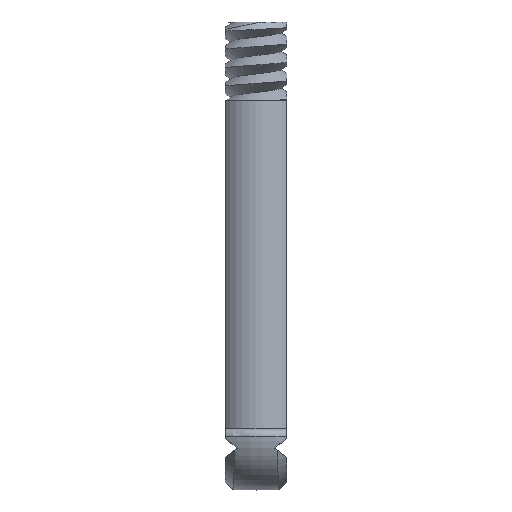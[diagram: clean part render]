
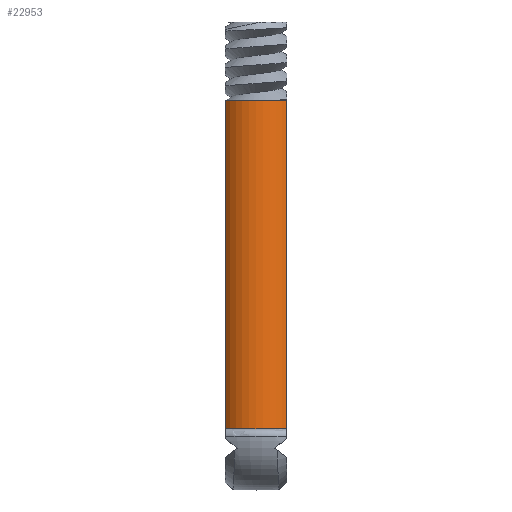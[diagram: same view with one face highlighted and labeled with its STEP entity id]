
A CAD part, left-side view. The second image highlights one B-rep face of the part: STEP entity #22953.
In plain terms, the highlighted cylindrical face has radius 3.35 mm (diameter 6.7 mm), a partial arc.
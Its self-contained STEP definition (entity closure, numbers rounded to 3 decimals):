
#5362 = PLANE('',#5363);
#5363 = AXIS2_PLACEMENT_3D('',#5364,#5365,#5366);
#5364 = CARTESIAN_POINT('',(-12.5,-2.5,200.));
#5365 = DIRECTION('',(0.,1.,0.));
#5366 = DIRECTION('',(-1.,0.,0.));
#6151 = PLANE('',#6152);
#6152 = AXIS2_PLACEMENT_3D('',#6153,#6154,#6155);
#6153 = CARTESIAN_POINT('',(-12.5,2.5,200.));
#6154 = DIRECTION('',(0.,-1.,0.));
#6155 = DIRECTION('',(1.,0.,0.));
#7931 = VERTEX_POINT('',#7932);
#7932 = CARTESIAN_POINT('',(-2.23,-2.5,26.725));
#7946 = PLANE('',#7947);
#7947 = AXIS2_PLACEMENT_3D('',#7948,#7949,#7950);
#7948 = CARTESIAN_POINT('',(0.,0.,
    26.725));
#7949 = DIRECTION('',(0.,0.,-1.));
#7950 = DIRECTION('',(1.,0.,0.));
#7958 = EDGE_CURVE('',#7931,#7959,#7961,.T.);
#7959 = VERTEX_POINT('',#7960);
#7960 = CARTESIAN_POINT('',(-2.23,-2.5,0.));
#7961 = SURFACE_CURVE('',#7962,(#7966,#7973),.PCURVE_S1.);
#7962 = LINE('',#7963,#7964);
#7963 = CARTESIAN_POINT('',(-2.23,-2.5,26.725));
#7964 = VECTOR('',#7965,1.);
#7965 = DIRECTION('',(0.,0.,-1.));
#7966 = PCURVE('',#5362,#7967);
#7967 = DEFINITIONAL_REPRESENTATION('',(#7968),#7972);
#7968 = LINE('',#7969,#7970);
#7969 = CARTESIAN_POINT('',(-10.27,-173.275));
#7970 = VECTOR('',#7971,1.);
#7971 = DIRECTION('',(0.,-1.));
#7972 = ( GEOMETRIC_REPRESENTATION_CONTEXT(2) 
PARAMETRIC_REPRESENTATION_CONTEXT() REPRESENTATION_CONTEXT('2D SPACE',''
  ) );
#7973 = PCURVE('',#7974,#7979);
#7974 = CYLINDRICAL_SURFACE('',#7975,3.35);
#7975 = AXIS2_PLACEMENT_3D('',#7976,#7977,#7978);
#7976 = CARTESIAN_POINT('',(0.,0.,
    26.725));
#7977 = DIRECTION('',(0.,0.,-1.));
#7978 = DIRECTION('',(1.,0.,0.));
#7979 = DEFINITIONAL_REPRESENTATION('',(#7980),#7984);
#7980 = LINE('',#7981,#7982);
#7981 = CARTESIAN_POINT('',(2.299,0.));
#7982 = VECTOR('',#7983,1.);
#7983 = DIRECTION('',(0.,1.));
#7984 = ( GEOMETRIC_REPRESENTATION_CONTEXT(2) 
PARAMETRIC_REPRESENTATION_CONTEXT() REPRESENTATION_CONTEXT('2D SPACE',''
  ) );
#8002 = PLANE('',#8003);
#8003 = AXIS2_PLACEMENT_3D('',#8004,#8005,#8006);
#8004 = CARTESIAN_POINT('',(0.,0.,
    0.));
#8005 = DIRECTION('',(0.,0.,-1.));
#8006 = DIRECTION('',(1.,0.,0.));
#21884 = VERTEX_POINT('',#21885);
#21885 = CARTESIAN_POINT('',(-2.23,2.5,26.725));
#21906 = EDGE_CURVE('',#21884,#21907,#21909,.T.);
#21907 = VERTEX_POINT('',#21908);
#21908 = CARTESIAN_POINT('',(-2.23,2.5,0.));
#21909 = SURFACE_CURVE('',#21910,(#21914,#21921),.PCURVE_S1.);
#21910 = LINE('',#21911,#21912);
#21911 = CARTESIAN_POINT('',(-2.23,2.5,26.725));
#21912 = VECTOR('',#21913,1.);
#21913 = DIRECTION('',(0.,0.,-1.));
#21914 = PCURVE('',#6151,#21915);
#21915 = DEFINITIONAL_REPRESENTATION('',(#21916),#21920);
#21916 = LINE('',#21917,#21918);
#21917 = CARTESIAN_POINT('',(10.27,-173.275));
#21918 = VECTOR('',#21919,1.);
#21919 = DIRECTION('',(0.,-1.));
#21920 = ( GEOMETRIC_REPRESENTATION_CONTEXT(2) 
PARAMETRIC_REPRESENTATION_CONTEXT() REPRESENTATION_CONTEXT('2D SPACE',''
  ) );
#21921 = PCURVE('',#7974,#21922);
#21922 = DEFINITIONAL_REPRESENTATION('',(#21923),#21927);
#21923 = LINE('',#21924,#21925);
#21924 = CARTESIAN_POINT('',(3.984,0.));
#21925 = VECTOR('',#21926,1.);
#21926 = DIRECTION('',(0.,1.));
#21927 = ( GEOMETRIC_REPRESENTATION_CONTEXT(2) 
PARAMETRIC_REPRESENTATION_CONTEXT() REPRESENTATION_CONTEXT('2D SPACE',''
  ) );
#22878 = EDGE_CURVE('',#7931,#21884,#22879,.T.);
#22879 = SURFACE_CURVE('',#22880,(#22885,#22892),.PCURVE_S1.);
#22880 = CIRCLE('',#22881,3.35);
#22881 = AXIS2_PLACEMENT_3D('',#22882,#22883,#22884);
#22882 = CARTESIAN_POINT('',(0.,0.,
    26.725));
#22883 = DIRECTION('',(0.,0.,-1.));
#22884 = DIRECTION('',(1.,0.,0.));
#22885 = PCURVE('',#7946,#22886);
#22886 = DEFINITIONAL_REPRESENTATION('',(#22887),#22891);
#22887 = CIRCLE('',#22888,3.35);
#22888 = AXIS2_PLACEMENT_2D('',#22889,#22890);
#22889 = CARTESIAN_POINT('',(0.,0.));
#22890 = DIRECTION('',(1.,0.));
#22891 = ( GEOMETRIC_REPRESENTATION_CONTEXT(2) 
PARAMETRIC_REPRESENTATION_CONTEXT() REPRESENTATION_CONTEXT('2D SPACE',''
  ) );
#22892 = PCURVE('',#7974,#22893);
#22893 = DEFINITIONAL_REPRESENTATION('',(#22894),#22898);
#22894 = LINE('',#22895,#22896);
#22895 = CARTESIAN_POINT('',(0.,0.));
#22896 = VECTOR('',#22897,1.);
#22897 = DIRECTION('',(1.,0.));
#22898 = ( GEOMETRIC_REPRESENTATION_CONTEXT(2) 
PARAMETRIC_REPRESENTATION_CONTEXT() REPRESENTATION_CONTEXT('2D SPACE',''
  ) );
#22953 = ADVANCED_FACE('',(#22954),#7974,.T.);
#22954 = FACE_BOUND('',#22955,.T.);
#22955 = EDGE_LOOP('',(#22956,#22957,#22958,#22959));
#22956 = ORIENTED_EDGE('',*,*,#7958,.F.);
#22957 = ORIENTED_EDGE('',*,*,#22878,.T.);
#22958 = ORIENTED_EDGE('',*,*,#21906,.T.);
#22959 = ORIENTED_EDGE('',*,*,#22960,.F.);
#22960 = EDGE_CURVE('',#7959,#21907,#22961,.T.);
#22961 = SURFACE_CURVE('',#22962,(#22967,#22974),.PCURVE_S1.);
#22962 = CIRCLE('',#22963,3.35);
#22963 = AXIS2_PLACEMENT_3D('',#22964,#22965,#22966);
#22964 = CARTESIAN_POINT('',(0.,0.,
    0.));
#22965 = DIRECTION('',(0.,0.,-1.));
#22966 = DIRECTION('',(1.,0.,0.));
#22967 = PCURVE('',#7974,#22968);
#22968 = DEFINITIONAL_REPRESENTATION('',(#22969),#22973);
#22969 = LINE('',#22970,#22971);
#22970 = CARTESIAN_POINT('',(0.,26.725));
#22971 = VECTOR('',#22972,1.);
#22972 = DIRECTION('',(1.,0.));
#22973 = ( GEOMETRIC_REPRESENTATION_CONTEXT(2) 
PARAMETRIC_REPRESENTATION_CONTEXT() REPRESENTATION_CONTEXT('2D SPACE',''
  ) );
#22974 = PCURVE('',#8002,#22975);
#22975 = DEFINITIONAL_REPRESENTATION('',(#22976),#22980);
#22976 = CIRCLE('',#22977,3.35);
#22977 = AXIS2_PLACEMENT_2D('',#22978,#22979);
#22978 = CARTESIAN_POINT('',(0.,0.));
#22979 = DIRECTION('',(1.,0.));
#22980 = ( GEOMETRIC_REPRESENTATION_CONTEXT(2) 
PARAMETRIC_REPRESENTATION_CONTEXT() REPRESENTATION_CONTEXT('2D SPACE',''
  ) );
